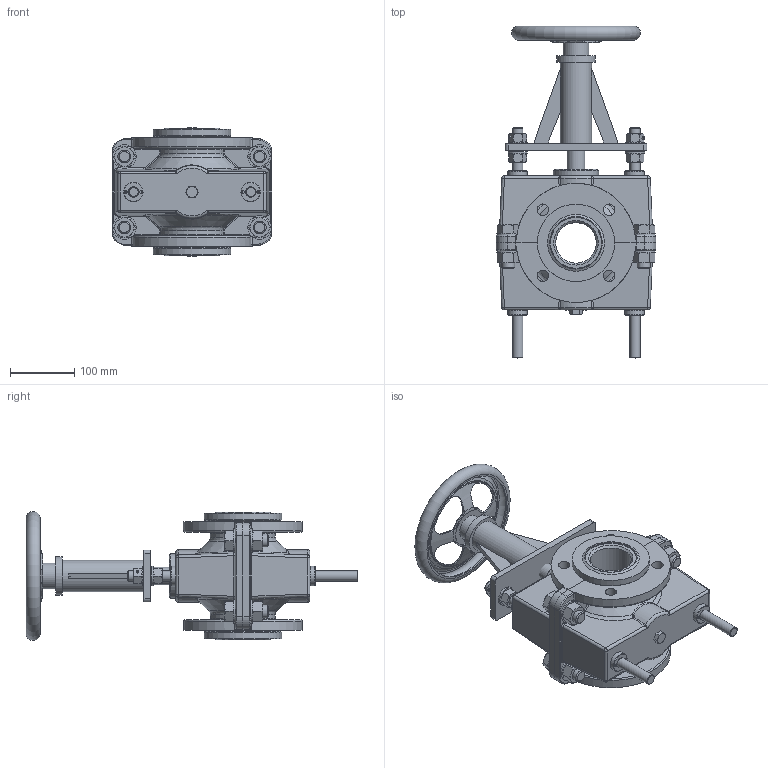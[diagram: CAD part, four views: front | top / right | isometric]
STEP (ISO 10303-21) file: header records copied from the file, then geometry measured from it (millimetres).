
FILE_DESCRIPTION((''),'2;1');
FILE_NAME('BE65M10-153_Shrinkwrap_1.stp','2018-02-22T11:19:21',('Niko.Tikander'),(''),'Autodesk Inventor 2011','Autodesk Inventor 2011','');
FILE_SCHEMA(('AUTOMOTIVE_DESIGN { 1 0 10303 214 1 1 1 1 }'));
Length unit declared in the file: inch
Products named in the file (1): BE65M10-153_Shrinkwrap_1
Bounding box: 248 x 515 x 199.99 mm (x, y, z)
Surface area: 881935.9 mm2 (no closed solid volume)
Topology: 0 solids, 45 shells, 916 faces, 2051 edges, 1243 vertices
Faces by surface type: plane 290, cylinder 251, cone 175, bspline 120, torus 64, sphere 16
Full cylindrical faces by diameter (mm): 4 x10, 6 x5, 8 x1, 9 x1, 10 x1, 14 x1, 16 x11, 16.2 x1, 18 x14, 20 x8, 22 x8, 22.5 x8, 24.5 x4, 26.441 x4, 26.9 x1, 30 x8, 32 x1, 36.5 x8, 40 x1, 48 x1, 48.3 x1, 54.5 x1, 59.614 x1, 60 x2, 63 x3, 65 x1, 70 x1, 80 x2, 83 x3, 120 x2
Entity records: 35883 total; most frequent: CARTESIAN_POINT 17184, DIRECTION 3762, ORIENTED_EDGE 3646, EDGE_CURVE 1832, AXIS2_PLACEMENT_3D 1640, EDGE_LOOP 1244, VERTEX_POINT 1210, FACE_OUTER_BOUND 916
